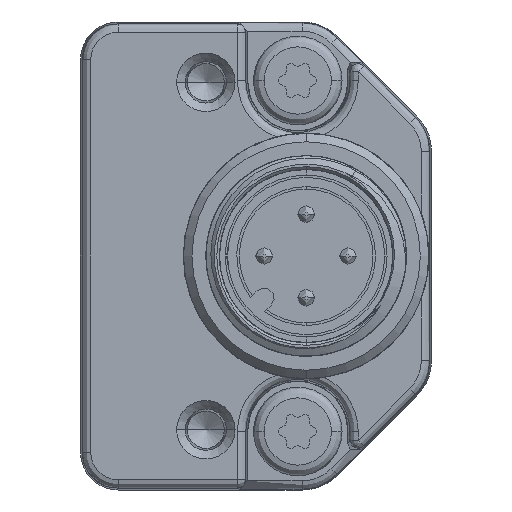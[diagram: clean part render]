
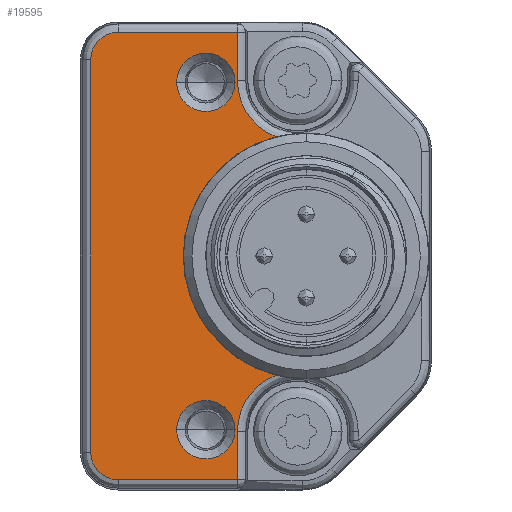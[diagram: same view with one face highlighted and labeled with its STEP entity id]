
A CAD part, left-side view. The second image highlights one B-rep face of the part: STEP entity #19595.
In plain terms, the highlighted planar face has unit normal (-1, 0, 0).
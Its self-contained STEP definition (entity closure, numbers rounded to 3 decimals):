
#514=CARTESIAN_POINT('',(-13.,9.297,-7.127));
#671=CARTESIAN_POINT('',(-13.,9.297,7.127));
#694=CARTESIAN_POINT('',(-13.,8.,-10.5));
#695=DIRECTION('',(1.,0.,0.));
#696=DIRECTION('',(0.,1.,0.));
#697=AXIS2_PLACEMENT_3D('',#694,#695,#696);
#699=DIRECTION('',(0.,0.,1.));
#700=VECTOR('',#699,2.891);
#701=CARTESIAN_POINT('',(-13.,11.614,-13.391));
#702=LINE('',#701,#700);
#703=DIRECTION('',(0.,-1.,0.));
#704=VECTOR('',#703,7.136);
#705=CARTESIAN_POINT('',(-13.,18.75,-13.391));
#706=LINE('',#705,#704);
#707=CARTESIAN_POINT('',(-13.,18.75,-11.75));
#708=DIRECTION('',(-1.,0.,0.));
#709=DIRECTION('',(0.,1.,0.));
#710=AXIS2_PLACEMENT_3D('',#707,#708,#709);
#712=DIRECTION('',(0.,0.,-1.));
#713=VECTOR('',#712,23.5);
#714=CARTESIAN_POINT('',(-13.,20.391,11.75));
#715=LINE('',#714,#713);
#716=CARTESIAN_POINT('',(-13.,18.75,11.75));
#717=DIRECTION('',(-1.,0.,0.));
#718=DIRECTION('',(0.,0.,1.));
#719=AXIS2_PLACEMENT_3D('',#716,#717,#718);
#721=DIRECTION('',(0.,1.,0.));
#722=VECTOR('',#721,7.136);
#723=CARTESIAN_POINT('',(-13.,11.614,13.391));
#724=LINE('',#723,#722);
#725=DIRECTION('',(0.,0.,1.));
#726=VECTOR('',#725,2.891);
#727=CARTESIAN_POINT('',(-13.,11.614,10.5));
#728=LINE('',#727,#726);
#729=CARTESIAN_POINT('',(-13.,8.,10.5));
#730=DIRECTION('',(1.,0.,0.));
#731=DIRECTION('',(0.,0.359,-0.933));
#732=AXIS2_PLACEMENT_3D('',#729,#730,#731);
#734=CARTESIAN_POINT('',(-13.,7.5,0.));
#735=DIRECTION('',(-1.,0.,0.));
#736=DIRECTION('',(0.,0.244,0.97));
#737=AXIS2_PLACEMENT_3D('',#734,#735,#736);
#739=CARTESIAN_POINT('',(-13.,13.5,-10.392));
#740=DIRECTION('',(1.,0.,0.));
#741=DIRECTION('',(0.,1.,0.));
#742=AXIS2_PLACEMENT_3D('',#739,#740,#741);
#744=CARTESIAN_POINT('',(-13.,13.5,-10.392));
#745=DIRECTION('',(1.,0.,0.));
#746=DIRECTION('',(0.,-1.,0.));
#747=AXIS2_PLACEMENT_3D('',#744,#745,#746);
#749=CARTESIAN_POINT('',(-13.,13.5,10.392));
#750=DIRECTION('',(1.,0.,0.));
#751=DIRECTION('',(0.,1.,0.));
#752=AXIS2_PLACEMENT_3D('',#749,#750,#751);
#754=CARTESIAN_POINT('',(-13.,13.5,10.392));
#755=DIRECTION('',(1.,0.,0.));
#756=DIRECTION('',(0.,-1.,0.));
#757=AXIS2_PLACEMENT_3D('',#754,#755,#756);
#17752=VERTEX_POINT('',#514);
#17753=VERTEX_POINT('',#671);
#17786=CARTESIAN_POINT('',(-13.,20.391,-11.75));
#17787=CARTESIAN_POINT('',(-13.,18.75,-13.391));
#17788=VERTEX_POINT('',#17786);
#17789=VERTEX_POINT('',#17787);
#17794=CARTESIAN_POINT('',(-13.,20.391,11.75));
#17795=VERTEX_POINT('',#17794);
#17798=CARTESIAN_POINT('',(-13.,18.75,13.391));
#17799=VERTEX_POINT('',#17798);
#17836=CARTESIAN_POINT('',(-13.,11.614,-10.5));
#17837=VERTEX_POINT('',#17836);
#17838=CARTESIAN_POINT('',(-13.,11.614,-13.391));
#17839=VERTEX_POINT('',#17838);
#17856=CARTESIAN_POINT('',(-13.,11.614,10.5));
#17857=VERTEX_POINT('',#17856);
#17858=CARTESIAN_POINT('',(-13.,11.614,13.391));
#17859=VERTEX_POINT('',#17858);
#17935=CARTESIAN_POINT('',(-13.,15.25,-10.392));
#17936=CARTESIAN_POINT('',(-13.,11.75,-10.392));
#17937=VERTEX_POINT('',#17935);
#17938=VERTEX_POINT('',#17936);
#17939=CARTESIAN_POINT('',(-13.,15.25,10.392));
#17940=CARTESIAN_POINT('',(-13.,11.75,10.392));
#17941=VERTEX_POINT('',#17939);
#17942=VERTEX_POINT('',#17940);
#19560=CARTESIAN_POINT('',(-13.,0.,0.));
#19561=DIRECTION('',(-1.,0.,0.));
#19562=DIRECTION('',(0.,0.,1.));
#19563=AXIS2_PLACEMENT_3D('',#19560,#19561,#19562);
#19564=PLANE('',#19563);
#19565=ORIENTED_EDGE('',*,*,#19408,.F.);
#19567=ORIENTED_EDGE('',*,*,#19566,.F.);
#19569=ORIENTED_EDGE('',*,*,#19568,.F.);
#19571=ORIENTED_EDGE('',*,*,#19570,.F.);
#19573=ORIENTED_EDGE('',*,*,#19572,.F.);
#19575=ORIENTED_EDGE('',*,*,#19574,.F.);
#19577=ORIENTED_EDGE('',*,*,#19576,.F.);
#19578=ORIENTED_EDGE('',*,*,#19551,.F.);
#19579=ORIENTED_EDGE('',*,*,#19509,.F.);
#19580=ORIENTED_EDGE('',*,*,#19423,.T.);
#19581=EDGE_LOOP('',(#19565,#19567,#19569,#19571,#19573,#19575,#19577,#19578,
#19579,#19580));
#19582=FACE_OUTER_BOUND('',#19581,.F.);
#19584=ORIENTED_EDGE('',*,*,#19583,.F.);
#19586=ORIENTED_EDGE('',*,*,#19585,.F.);
#19587=EDGE_LOOP('',(#19584,#19586));
#19588=FACE_BOUND('',#19587,.F.);
#19590=ORIENTED_EDGE('',*,*,#19589,.F.);
#19592=ORIENTED_EDGE('',*,*,#19591,.F.);
#19593=EDGE_LOOP('',(#19590,#19592));
#19594=FACE_BOUND('',#19593,.F.);
#19595=ADVANCED_FACE('',(#19582,#19588,#19594),#19564,.T.);
#698=CIRCLE('',#697,3.614);
#711=CIRCLE('',#710,1.641);
#720=CIRCLE('',#719,1.641);
#733=CIRCLE('',#732,3.614);
#738=CIRCLE('',#737,7.35);
#743=CIRCLE('',#742,1.75);
#748=CIRCLE('',#747,1.75);
#753=CIRCLE('',#752,1.75);
#758=CIRCLE('',#757,1.75);
#19408=EDGE_CURVE('',#17837,#17752,#698,.T.);
#19423=EDGE_CURVE('',#17753,#17752,#738,.T.);
#19509=EDGE_CURVE('',#17753,#17857,#733,.T.);
#19551=EDGE_CURVE('',#17857,#17859,#728,.T.);
#19566=EDGE_CURVE('',#17839,#17837,#702,.T.);
#19568=EDGE_CURVE('',#17789,#17839,#706,.T.);
#19570=EDGE_CURVE('',#17788,#17789,#711,.T.);
#19572=EDGE_CURVE('',#17795,#17788,#715,.T.);
#19574=EDGE_CURVE('',#17799,#17795,#720,.T.);
#19576=EDGE_CURVE('',#17859,#17799,#724,.T.);
#19583=EDGE_CURVE('',#17937,#17938,#743,.T.);
#19585=EDGE_CURVE('',#17938,#17937,#748,.T.);
#19589=EDGE_CURVE('',#17941,#17942,#753,.T.);
#19591=EDGE_CURVE('',#17942,#17941,#758,.T.);
